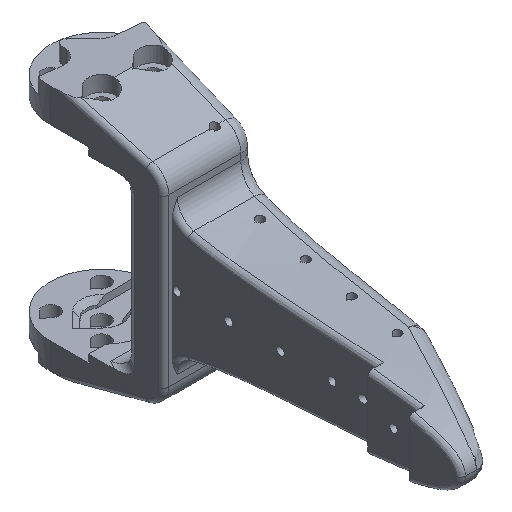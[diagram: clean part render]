
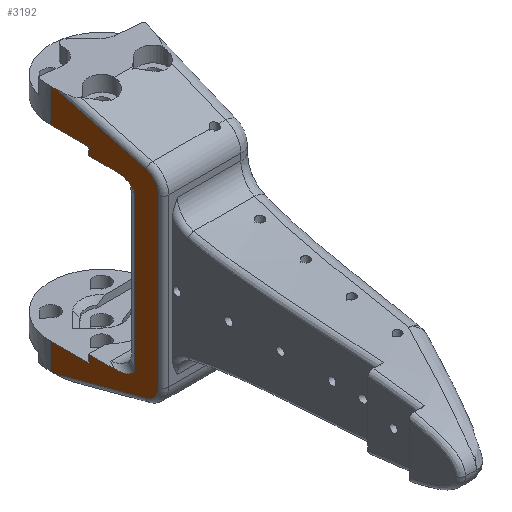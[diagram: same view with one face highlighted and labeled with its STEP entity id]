
A CAD part, isometric view. The second image highlights one B-rep face of the part: STEP entity #3192.
In plain terms, the highlighted planar face has unit normal (-1, 0, 0).
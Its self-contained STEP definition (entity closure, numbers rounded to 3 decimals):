
#53=ELLIPSE('',#3428,4.,2.);
#54=ELLIPSE('',#3429,4.,2.);
#278=CIRCLE('',#3427,3.2);
#279=CIRCLE('',#3430,3.2);
#386=FACE_OUTER_BOUND('',#576,.T.);
#576=EDGE_LOOP('',(#2296,#2297,#2298,#2299,#2300,#2301,#2302,#2303,#2304,
#2305,#2306,#2307,#2308,#2309,#2310,#2311,#2312,#2313));
#753=LINE('',#4595,#1027);
#771=LINE('',#4645,#1045);
#785=LINE('',#4699,#1059);
#789=LINE('',#4720,#1063);
#842=LINE('',#5493,#1116);
#843=LINE('',#5494,#1117);
#844=LINE('',#5496,#1118);
#845=LINE('',#5498,#1119);
#846=LINE('',#5502,#1120);
#847=LINE('',#5506,#1121);
#848=LINE('',#5507,#1122);
#849=LINE('',#5509,#1123);
#850=LINE('',#5511,#1124);
#851=LINE('',#5514,#1125);
#1027=VECTOR('',#3684,7.431);
#1045=VECTOR('',#3718,7.431);
#1059=VECTOR('',#3754,5.1);
#1063=VECTOR('',#3766,6.5);
#1116=VECTOR('',#3921,18.345);
#1117=VECTOR('',#3922,0.908);
#1118=VECTOR('',#3923,1.5);
#1119=VECTOR('',#3924,4.954);
#1120=VECTOR('',#3927,29.4);
#1121=VECTOR('',#3930,4.954);
#1122=VECTOR('',#3931,1.5);
#1123=VECTOR('',#3932,0.908);
#1124=VECTOR('',#3933,18.345);
#1125=VECTOR('',#3936,32.322);
#1304=VERTEX_POINT('',#4592);
#1305=VERTEX_POINT('',#4594);
#1328=VERTEX_POINT('',#4642);
#1329=VERTEX_POINT('',#4644);
#1352=VERTEX_POINT('',#4697);
#1359=VERTEX_POINT('',#4719);
#1414=VERTEX_POINT('',#5489);
#1415=VERTEX_POINT('',#5490);
#1416=VERTEX_POINT('',#5492);
#1417=VERTEX_POINT('',#5495);
#1418=VERTEX_POINT('',#5497);
#1419=VERTEX_POINT('',#5499);
#1420=VERTEX_POINT('',#5501);
#1421=VERTEX_POINT('',#5503);
#1422=VERTEX_POINT('',#5505);
#1423=VERTEX_POINT('',#5508);
#1424=VERTEX_POINT('',#5510);
#1425=VERTEX_POINT('',#5512);
#1618=EDGE_CURVE('',#1305,#1304,#753,.T.);
#1642=EDGE_CURVE('',#1329,#1328,#771,.T.);
#1667=EDGE_CURVE('',#1304,#1352,#785,.T.);
#1675=EDGE_CURVE('',#1359,#1329,#789,.T.);
#1756=EDGE_CURVE('',#1414,#1415,#278,.F.);
#1757=EDGE_CURVE('',#1415,#1416,#842,.F.);
#1758=EDGE_CURVE('',#1359,#1416,#843,.T.);
#1759=EDGE_CURVE('',#1417,#1328,#844,.T.);
#1760=EDGE_CURVE('',#1418,#1417,#845,.T.);
#1761=EDGE_CURVE('',#1418,#1419,#53,.T.);
#1762=EDGE_CURVE('',#1419,#1420,#846,.T.);
#1763=EDGE_CURVE('',#1420,#1421,#54,.T.);
#1764=EDGE_CURVE('',#1422,#1421,#847,.T.);
#1765=EDGE_CURVE('',#1422,#1305,#848,.T.);
#1766=EDGE_CURVE('',#1352,#1423,#849,.T.);
#1767=EDGE_CURVE('',#1423,#1424,#850,.F.);
#1768=EDGE_CURVE('',#1424,#1425,#279,.F.);
#1769=EDGE_CURVE('',#1425,#1414,#851,.F.);
#2296=ORIENTED_EDGE('',*,*,#1756,.T.);
#2297=ORIENTED_EDGE('',*,*,#1757,.T.);
#2298=ORIENTED_EDGE('',*,*,#1758,.F.);
#2299=ORIENTED_EDGE('',*,*,#1675,.T.);
#2300=ORIENTED_EDGE('',*,*,#1642,.T.);
#2301=ORIENTED_EDGE('',*,*,#1759,.F.);
#2302=ORIENTED_EDGE('',*,*,#1760,.F.);
#2303=ORIENTED_EDGE('',*,*,#1761,.T.);
#2304=ORIENTED_EDGE('',*,*,#1762,.T.);
#2305=ORIENTED_EDGE('',*,*,#1763,.T.);
#2306=ORIENTED_EDGE('',*,*,#1764,.F.);
#2307=ORIENTED_EDGE('',*,*,#1765,.T.);
#2308=ORIENTED_EDGE('',*,*,#1618,.T.);
#2309=ORIENTED_EDGE('',*,*,#1667,.T.);
#2310=ORIENTED_EDGE('',*,*,#1766,.T.);
#2311=ORIENTED_EDGE('',*,*,#1767,.T.);
#2312=ORIENTED_EDGE('',*,*,#1768,.T.);
#2313=ORIENTED_EDGE('',*,*,#1769,.T.);
#3092=PLANE('',#3426);
#3192=ADVANCED_FACE('',(#386),#3092,.F.);
#3426=AXIS2_PLACEMENT_3D('',#5488,#3917,#3918);
#3427=AXIS2_PLACEMENT_3D('',#5491,#3919,#3920);
#3428=AXIS2_PLACEMENT_3D('',#5500,#3925,#3926);
#3429=AXIS2_PLACEMENT_3D('',#5504,#3928,#3929);
#3430=AXIS2_PLACEMENT_3D('',#5513,#3934,#3935);
#3684=DIRECTION('',(0.,1.,0.));
#3718=DIRECTION('',(0.,-1.,0.));
#3754=DIRECTION('',(0.,0.,-1.));
#3766=DIRECTION('',(0.,0.,-1.));
#3917=DIRECTION('center_axis',(1.,0.,0.));
#3918=DIRECTION('ref_axis',(0.,0.,-1.));
#3919=DIRECTION('center_axis',(1.,0.,0.));
#3920=DIRECTION('ref_axis',(0.,1.,0.));
#3921=DIRECTION('',(0.,-0.966,-0.259));
#3922=DIRECTION('',(0.,-1.,0.));
#3923=DIRECTION('',(0.,0.,1.));
#3924=DIRECTION('',(0.,1.,0.));
#3925=DIRECTION('center_axis',(1.,0.,0.));
#3926=DIRECTION('ref_axis',(0.,-1.,0.));
#3927=DIRECTION('',(0.,0.,-1.));
#3928=DIRECTION('center_axis',(1.,0.,0.));
#3929=DIRECTION('ref_axis',(0.,-1.,0.));
#3930=DIRECTION('',(0.,-1.,0.));
#3931=DIRECTION('',(0.,0.,-1.));
#3932=DIRECTION('',(0.,-1.,0.));
#3933=DIRECTION('',(0.,0.966,-0.259));
#3934=DIRECTION('center_axis',(1.,0.,0.));
#3935=DIRECTION('ref_axis',(0.,1.,0.));
#3936=DIRECTION('',(0.,0.,-1.));
#4592=CARTESIAN_POINT('',(-10.,0.,-18.9));
#4594=CARTESIAN_POINT('',(-10.,-7.431,-18.9));
#4595=CARTESIAN_POINT('',(-10.,-7.431,-18.9));
#4642=CARTESIAN_POINT('',(-10.,-7.431,17.5));
#4644=CARTESIAN_POINT('',(-10.,0.,17.5));
#4645=CARTESIAN_POINT('',(-10.,0.,17.5));
#4697=CARTESIAN_POINT('',(-10.,0.,-24.));
#4699=CARTESIAN_POINT('',(-10.,0.,-18.9));
#4719=CARTESIAN_POINT('',(-10.,0.,24.));
#4720=CARTESIAN_POINT('',(-10.,0.,24.));
#5488=CARTESIAN_POINT('Origin',(-10.,0.,24.));
#5489=CARTESIAN_POINT('',(-10.,-21.,16.161));
#5490=CARTESIAN_POINT('',(-10.,-18.628,19.252));
#5491=CARTESIAN_POINT('Origin',(-10.,-17.8,16.161));
#5492=CARTESIAN_POINT('',(-10.,-0.908,24.));
#5493=CARTESIAN_POINT('',(-10.,-0.908,24.));
#5494=CARTESIAN_POINT('',(-10.,0.,24.));
#5495=CARTESIAN_POINT('',(-10.,-7.431,16.));
#5496=CARTESIAN_POINT('',(-10.,-7.431,16.));
#5497=CARTESIAN_POINT('',(-10.,-12.386,16.));
#5498=CARTESIAN_POINT('',(-10.,-12.386,16.));
#5499=CARTESIAN_POINT('',(-10.,-16.386,14.));
#5500=CARTESIAN_POINT('Origin',(-10.,-12.386,14.));
#5501=CARTESIAN_POINT('',(-10.,-16.386,-15.4));
#5502=CARTESIAN_POINT('',(-10.,-16.386,14.));
#5503=CARTESIAN_POINT('',(-10.,-12.386,-17.4));
#5504=CARTESIAN_POINT('Origin',(-10.,-12.386,-15.4));
#5505=CARTESIAN_POINT('',(-10.,-7.431,-17.4));
#5506=CARTESIAN_POINT('',(-10.,-7.431,-17.4));
#5507=CARTESIAN_POINT('',(-10.,-7.431,-17.4));
#5508=CARTESIAN_POINT('',(-10.,-0.908,-24.));
#5509=CARTESIAN_POINT('',(-10.,0.,-24.));
#5510=CARTESIAN_POINT('',(-10.,-18.628,-19.252));
#5511=CARTESIAN_POINT('',(-10.,-18.628,-19.252));
#5512=CARTESIAN_POINT('',(-10.,-21.,-16.161));
#5513=CARTESIAN_POINT('Origin',(-10.,-17.8,-16.161));
#5514=CARTESIAN_POINT('',(-10.,-21.,16.161));
